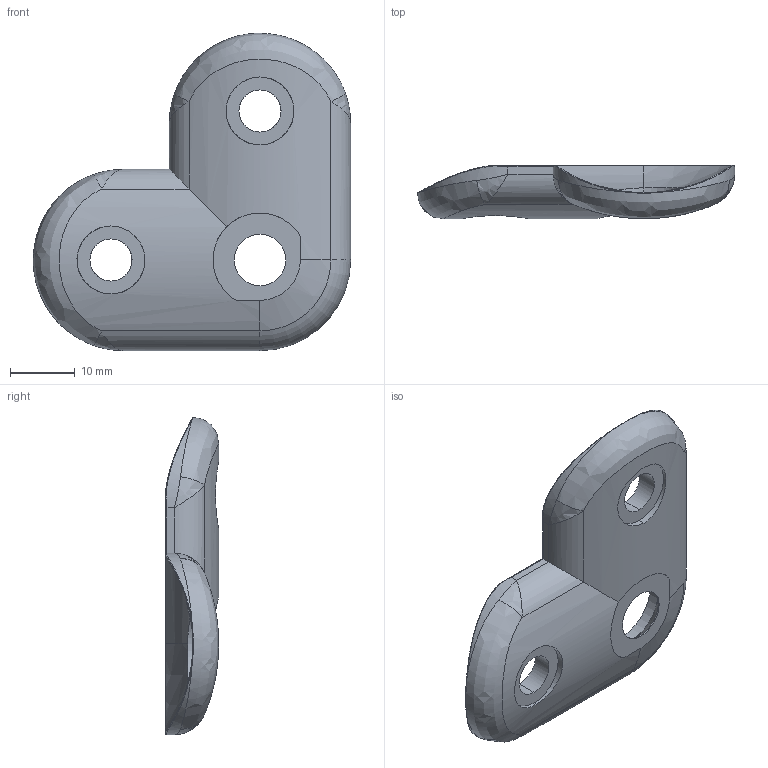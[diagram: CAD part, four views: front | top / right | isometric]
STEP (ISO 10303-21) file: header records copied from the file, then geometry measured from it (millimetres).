
FILE_DESCRIPTION (( 'STEP AP203' ), '1' );
FILE_NAME ('A14_1890-048-INFO.STEP', '2024-03-26T13:44:09', ( '' ), ( '' ), 'SwSTEP 2.0', 'SolidWorks 2019', '' );
FILE_SCHEMA (( 'CONFIG_CONTROL_DESIGN' ));
Length unit declared in the file: millimetre
Products named in the file (1): A14_1890-048-INFO
Bounding box: 48.98 x 8.24 x 48.98 mm (x, y, z)
Volume: 6269.3 mm3; surface area: 4274.3 mm2
Topology: 1 solids, 1 shells, 61 faces, 145 edges, 78 vertices
Faces by surface type: cylinder 30, bspline 18, plane 7, cone 2, sphere 2, torus 2
Entity records: 3207 total; most frequent: CARTESIAN_POINT 1935, ORIENTED_EDGE 272, DIRECTION 211, EDGE_CURVE 136, AXIS2_PLACEMENT_3D 86, VERTEX_POINT 78, EDGE_LOOP 68, ADVANCED_FACE 61
